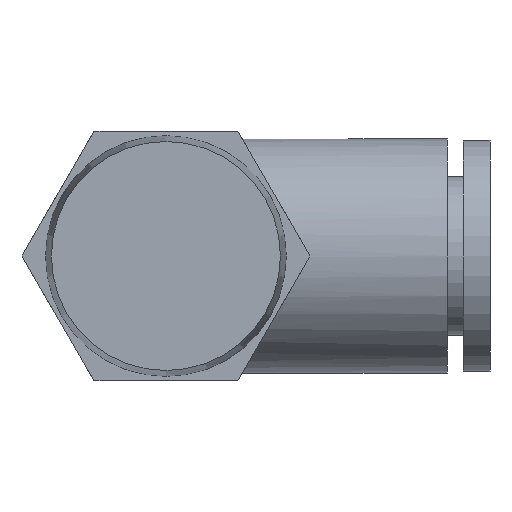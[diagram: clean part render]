
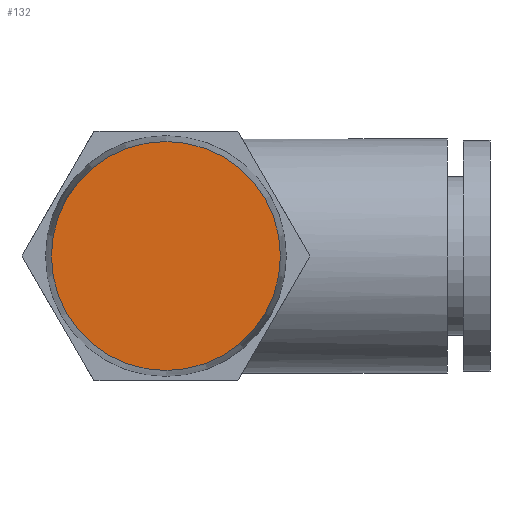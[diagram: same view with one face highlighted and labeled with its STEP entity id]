
A CAD part, front view. The second image highlights one B-rep face of the part: STEP entity #132.
In plain terms, the highlighted planar face has unit normal (0, -1, 0).
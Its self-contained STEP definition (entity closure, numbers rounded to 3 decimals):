
#132 = ADVANCED_FACE( '', ( #276 ), #277, .T. );
#276 = FACE_OUTER_BOUND( '', #415, .T. );
#277 = PLANE( '', #416 );
#415 = EDGE_LOOP( '', ( #703 ) );
#416 = AXIS2_PLACEMENT_3D( '', #704, #705, #706 );
#703 = ORIENTED_EDGE( '', *, *, #773, .T. );
#704 = CARTESIAN_POINT( '', ( 14., -4.7, 14. ) );
#705 = DIRECTION( '', ( 0., -1., 0. ) );
#706 = DIRECTION( '', ( 0., 0., -1. ) );
#773 = EDGE_CURVE( '', #917, #917, #918, .T. );
#917 = VERTEX_POINT( '', #1131 );
#918 = CIRCLE( '', #1132, 6.432 );
#1131 = CARTESIAN_POINT( '', ( 0., -4.7, -6.432 ) );
#1132 = AXIS2_PLACEMENT_3D( '', #1356, #1357, #1358 );
#1356 = CARTESIAN_POINT( '', ( 0., -4.7, 0. ) );
#1357 = DIRECTION( '', ( 0., -1., 0. ) );
#1358 = DIRECTION( '', ( 0., 0., -1. ) );
